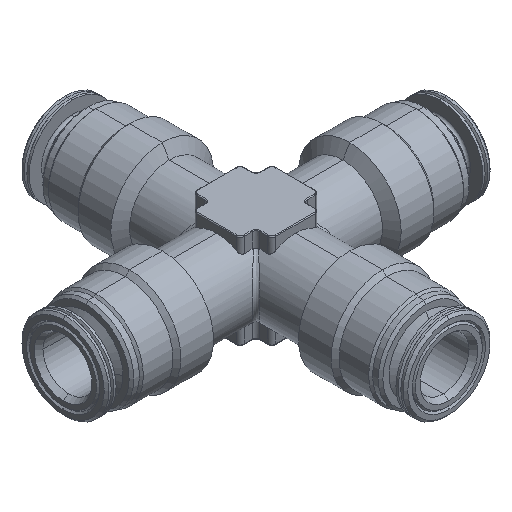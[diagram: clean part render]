
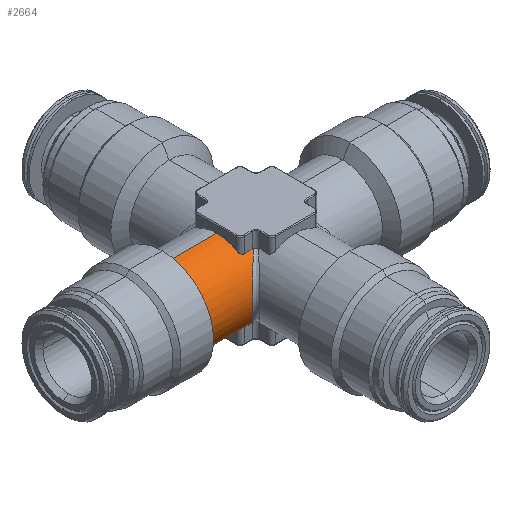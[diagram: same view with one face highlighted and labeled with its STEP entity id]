
A CAD part, isometric view. The second image highlights one B-rep face of the part: STEP entity #2664.
In plain terms, the highlighted cylindrical face has radius 5 mm (diameter 10 mm), a partial arc.
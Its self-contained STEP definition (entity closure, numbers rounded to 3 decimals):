
#223 = ORIENTED_EDGE ( 'NONE', *, *, #1965, .F. ) ;
#283 = CARTESIAN_POINT ( 'NONE',  ( -5., -2.5, -4.33 ) ) ;
#346 = CARTESIAN_POINT ( 'NONE',  ( -4.769, -2.927, -4.054 ) ) ;
#355 = LINE ( 'NONE', #7239, #1312 ) ;
#374 = EDGE_CURVE ( 'NONE', #4505, #1438, #1889, .T. ) ;
#434 = ORIENTED_EDGE ( 'NONE', *, *, #3811, .F. ) ;
#502 = CARTESIAN_POINT ( 'NONE',  ( -3.5, -3., 4. ) ) ;
#572 = DIRECTION ( 'NONE',  ( 1., 0., 0. ) ) ;
#710 = DIRECTION ( 'NONE',  ( 1., 0., 0. ) ) ;
#753 = ORIENTED_EDGE ( 'NONE', *, *, #8766, .T. ) ;
#916 = CARTESIAN_POINT ( 'NONE',  ( -4.823, -2.887, -4.083 ) ) ;
#960 = DIRECTION ( 'NONE',  ( 0., 1., 0. ) ) ;
#1025 = DIRECTION ( 'NONE',  ( 1., 0., 0. ) ) ;
#1089 = CARTESIAN_POINT ( 'NONE',  ( -7.845, -3., -4. ) ) ;
#1312 = VECTOR ( 'NONE', #572, 1000. ) ;
#1330 = CARTESIAN_POINT ( 'NONE',  ( -3.442, -3.003, 3.998 ) ) ;
#1341 = CARTESIAN_POINT ( 'NONE',  ( -4.5, -3., 4. ) ) ;
#1438 = VERTEX_POINT ( 'NONE', #3244 ) ;
#1533 = CARTESIAN_POINT ( 'NONE',  ( -7.845, 0., -5. ) ) ;
#1581 = CARTESIAN_POINT ( 'NONE',  ( -5., -2.625, -4.258 ) ) ;
#1634 = CARTESIAN_POINT ( 'NONE',  ( -5., -2.5, -4.33 ) ) ;
#1635 = VERTEX_POINT ( 'NONE', #5151 ) ;
#1693 = ORIENTED_EDGE ( 'NONE', *, *, #5443, .F. ) ;
#1760 = LINE ( 'NONE', #8261, #8000 ) ;
#1848 = CARTESIAN_POINT ( 'NONE',  ( -3.332, -3.029, -3.978 ) ) ;
#1852 = CARTESIAN_POINT ( 'NONE',  ( -3.471, -3., 4. ) ) ;
#1878 = CARTESIAN_POINT ( 'NONE',  ( -6.48, -5.891, 1.799 ) ) ;
#1889 =( BOUNDED_CURVE ( )  B_SPLINE_CURVE ( 3, ( #1848, #5951, #1878, #2527 ),
 .UNSPECIFIED., .F., .F. ) 
 B_SPLINE_CURVE_WITH_KNOTS ( ( 4, 4 ),
 ( 5.363, 7.203 ),
 .UNSPECIFIED. ) 
 CURVE ( )  GEOMETRIC_REPRESENTATION_ITEM ( )  RATIONAL_B_SPLINE_CURVE ( ( 1., 0.737, 0.737, 1. ) ) 
 REPRESENTATION_ITEM ( '' )  );
#1965 = EDGE_CURVE ( 'NONE', #7725, #4797, #4414, .T. ) ;
#2117 = EDGE_CURVE ( 'NONE', #6924, #1438, #2601, .T. ) ;
#2181 = VERTEX_POINT ( 'NONE', #1341 ) ;
#2191 = VECTOR ( 'NONE', #7689, 1000. ) ;
#2419 = FACE_OUTER_BOUND ( 'NONE', #4175, .T. ) ;
#2461 = B_SPLINE_CURVE_WITH_KNOTS ( 'NONE', 3,
 ( #7440, #5850, #3506, #7724, #7874, #5248 ),
 .UNSPECIFIED., .F., .F.,
 ( 4, 2, 4 ),
 ( 0.003, 0.003, 0.003 ),
 .UNSPECIFIED. ) ;
#2527 = CARTESIAN_POINT ( 'NONE',  ( -3.332, -3.029, 3.978 ) ) ;
#2601 = B_SPLINE_CURVE_WITH_KNOTS ( 'NONE', 3,
 ( #502, #1852, #1330, #4031, #7413, #3355 ),
 .UNSPECIFIED., .F., .F.,
 ( 4, 2, 4 ),
 ( 0.001, 0.001, 0.001 ),
 .UNSPECIFIED. ) ;
#2664 = ADVANCED_FACE ( 'NONE', ( #2419 ), #4859, .T. ) ;
#2749 = VERTEX_POINT ( 'NONE', #8215 ) ;
#2795 = CIRCLE ( 'NONE', #6771, 5. ) ;
#3021 = ORIENTED_EDGE ( 'NONE', *, *, #374, .T. ) ;
#3124 = CARTESIAN_POINT ( 'NONE',  ( -4.5, -3., 4. ) ) ;
#3158 = CARTESIAN_POINT ( 'NONE',  ( -4.781, -2.933, 4.051 ) ) ;
#3170 = CIRCLE ( 'NONE', #7746, 5. ) ;
#3193 = VERTEX_POINT ( 'NONE', #8260 ) ;
#3213 = ORIENTED_EDGE ( 'NONE', *, *, #3756, .F. ) ;
#3244 = CARTESIAN_POINT ( 'NONE',  ( -3.332, -3.029, 3.978 ) ) ;
#3256 = AXIS2_PLACEMENT_3D ( 'NONE', #5388, #710, #5421 ) ;
#3266 = CARTESIAN_POINT ( 'NONE',  ( -3.5, -3., 4. ) ) ;
#3353 = LINE ( 'NONE', #1533, #8534 ) ;
#3355 = CARTESIAN_POINT ( 'NONE',  ( -3.332, -3.029, 3.978 ) ) ;
#3419 = ORIENTED_EDGE ( 'NONE', *, *, #3888, .T. ) ;
#3496 = CARTESIAN_POINT ( 'NONE',  ( -5., 0., -5. ) ) ;
#3506 = CARTESIAN_POINT ( 'NONE',  ( -3.385, -3.012, -3.991 ) ) ;
#3526 = AXIS2_PLACEMENT_3D ( 'NONE', #8098, #6865, #5520 ) ;
#3660 = VERTEX_POINT ( 'NONE', #3496 ) ;
#3756 = EDGE_CURVE ( 'NONE', #7194, #3660, #6416, .T. ) ;
#3811 = EDGE_CURVE ( 'NONE', #3660, #2749, #3353, .T. ) ;
#3816 = CARTESIAN_POINT ( 'NONE',  ( -5., -2.563, 4.294 ) ) ;
#3888 = EDGE_CURVE ( 'NONE', #6815, #1635, #1760, .T. ) ;
#3892 = CARTESIAN_POINT ( 'NONE',  ( -3.332, -3.029, -3.978 ) ) ;
#3937 = ORIENTED_EDGE ( 'NONE', *, *, #6524, .F. ) ;
#3971 = CARTESIAN_POINT ( 'NONE',  ( -4.5, -3., -4. ) ) ;
#4031 = CARTESIAN_POINT ( 'NONE',  ( -3.386, -3.012, 3.991 ) ) ;
#4175 = EDGE_LOOP ( 'NONE', ( #434, #3213, #7774, #223, #7744, #3021, #6576, #3937, #1693, #5335, #3419, #753 ) ) ;
#4239 = DIRECTION ( 'NONE',  ( -1., 0., 0. ) ) ;
#4265 = DIRECTION ( 'NONE',  ( -1., 0., 0. ) ) ;
#4320 = CARTESIAN_POINT ( 'NONE',  ( -4.954, -2.745, -4.181 ) ) ;
#4414 = LINE ( 'NONE', #1089, #2191 ) ;
#4488 = CARTESIAN_POINT ( 'NONE',  ( -3.5, -3., -4. ) ) ;
#4505 = VERTEX_POINT ( 'NONE', #3892 ) ;
#4616 = CARTESIAN_POINT ( 'NONE',  ( -5., -2.5, 4.33 ) ) ;
#4797 = VERTEX_POINT ( 'NONE', #3971 ) ;
#4859 = CYLINDRICAL_SURFACE ( 'NONE', #3526, 5. ) ;
#4994 = CARTESIAN_POINT ( 'NONE',  ( -5., 0., 0. ) ) ;
#5045 = B_SPLINE_CURVE_WITH_KNOTS ( 'NONE', 3,
 ( #6299, #5675, #8317, #346, #916, #4320, #1581, #283 ),
 .UNSPECIFIED., .F., .F.,
 ( 4, 2, 2, 4 ),
 ( 0., 0., 0., 0.001 ),
 .UNSPECIFIED. ) ;
#5103 = B_SPLINE_CURVE_WITH_KNOTS ( 'NONE', 3,
 ( #4616, #3816, #5970, #8638, #6505, #3158, #7191, #3124 ),
 .UNSPECIFIED., .F., .F.,
 ( 4, 2, 2, 4 ),
 ( 0., 0., 0., 0.001 ),
 .UNSPECIFIED. ) ;
#5151 = CARTESIAN_POINT ( 'NONE',  ( -11., 0., 5. ) ) ;
#5248 = CARTESIAN_POINT ( 'NONE',  ( -3.5, -3., -4. ) ) ;
#5335 = ORIENTED_EDGE ( 'NONE', *, *, #5624, .F. ) ;
#5388 = CARTESIAN_POINT ( 'NONE',  ( -5., 0., 0. ) ) ;
#5421 = DIRECTION ( 'NONE',  ( 0., 1., 0. ) ) ;
#5443 = EDGE_CURVE ( 'NONE', #3193, #2181, #5103, .T. ) ;
#5520 = DIRECTION ( 'NONE',  ( 0., 0., 1. ) ) ;
#5624 = EDGE_CURVE ( 'NONE', #6815, #3193, #2795, .T. ) ;
#5675 = CARTESIAN_POINT ( 'NONE',  ( -4.573, -3., -4. ) ) ;
#5850 = CARTESIAN_POINT ( 'NONE',  ( -3.358, -3.02, -3.985 ) ) ;
#5950 = DIRECTION ( 'NONE',  ( 0., 0., 1. ) ) ;
#5951 = CARTESIAN_POINT ( 'NONE',  ( -6.48, -5.891, -1.799 ) ) ;
#5970 = CARTESIAN_POINT ( 'NONE',  ( -4.989, -2.623, 4.257 ) ) ;
#6299 = CARTESIAN_POINT ( 'NONE',  ( -4.5, -3., -4. ) ) ;
#6416 = CIRCLE ( 'NONE', #3256, 5. ) ;
#6505 = CARTESIAN_POINT ( 'NONE',  ( -4.911, -2.792, 4.148 ) ) ;
#6524 = EDGE_CURVE ( 'NONE', #2181, #6924, #355, .T. ) ;
#6576 = ORIENTED_EDGE ( 'NONE', *, *, #2117, .F. ) ;
#6771 = AXIS2_PLACEMENT_3D ( 'NONE', #4994, #7629, #960 ) ;
#6815 = VERTEX_POINT ( 'NONE', #6939 ) ;
#6865 = DIRECTION ( 'NONE',  ( -1., 0., 0. ) ) ;
#6924 = VERTEX_POINT ( 'NONE', #3266 ) ;
#6939 = CARTESIAN_POINT ( 'NONE',  ( -5., 0., 5. ) ) ;
#7191 = CARTESIAN_POINT ( 'NONE',  ( -4.646, -3., 4. ) ) ;
#7194 = VERTEX_POINT ( 'NONE', #1634 ) ;
#7239 = CARTESIAN_POINT ( 'NONE',  ( -7.845, -3., 4. ) ) ;
#7301 = EDGE_CURVE ( 'NONE', #4797, #7194, #5045, .T. ) ;
#7413 = CARTESIAN_POINT ( 'NONE',  ( -3.358, -3.02, 3.985 ) ) ;
#7440 = CARTESIAN_POINT ( 'NONE',  ( -3.332, -3.029, -3.978 ) ) ;
#7629 = DIRECTION ( 'NONE',  ( 1., 0., 0. ) ) ;
#7689 = DIRECTION ( 'NONE',  ( -1., 0., 0. ) ) ;
#7724 = CARTESIAN_POINT ( 'NONE',  ( -3.442, -3.003, -3.998 ) ) ;
#7725 = VERTEX_POINT ( 'NONE', #4488 ) ;
#7744 = ORIENTED_EDGE ( 'NONE', *, *, #8780, .F. ) ;
#7746 = AXIS2_PLACEMENT_3D ( 'NONE', #8330, #1025, #5950 ) ;
#7774 = ORIENTED_EDGE ( 'NONE', *, *, #7301, .F. ) ;
#7874 = CARTESIAN_POINT ( 'NONE',  ( -3.471, -3., -4. ) ) ;
#8000 = VECTOR ( 'NONE', #4239, 1000. ) ;
#8098 = CARTESIAN_POINT ( 'NONE',  ( -7.845, 0., 0. ) ) ;
#8215 = CARTESIAN_POINT ( 'NONE',  ( -11., 0., -5. ) ) ;
#8260 = CARTESIAN_POINT ( 'NONE',  ( -5., -2.5, 4.33 ) ) ;
#8261 = CARTESIAN_POINT ( 'NONE',  ( -7.845, 0., 5. ) ) ;
#8317 = CARTESIAN_POINT ( 'NONE',  ( -4.644, -2.984, -4.012 ) ) ;
#8330 = CARTESIAN_POINT ( 'NONE',  ( -11., 0., 0. ) ) ;
#8534 = VECTOR ( 'NONE', #4265, 1000. ) ;
#8638 = CARTESIAN_POINT ( 'NONE',  ( -4.944, -2.738, 4.184 ) ) ;
#8766 = EDGE_CURVE ( 'NONE', #1635, #2749, #3170, .T. ) ;
#8780 = EDGE_CURVE ( 'NONE', #4505, #7725, #2461, .T. ) ;
